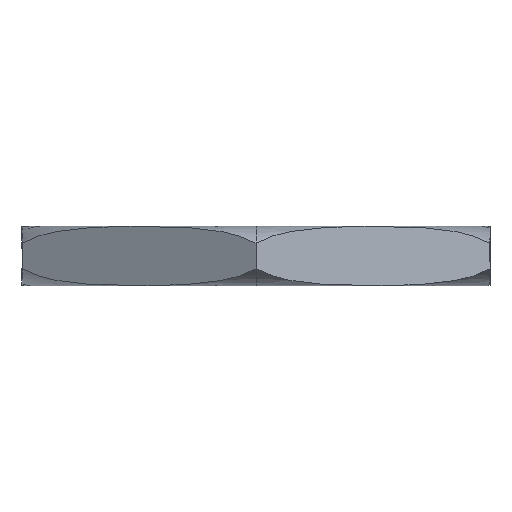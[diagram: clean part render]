
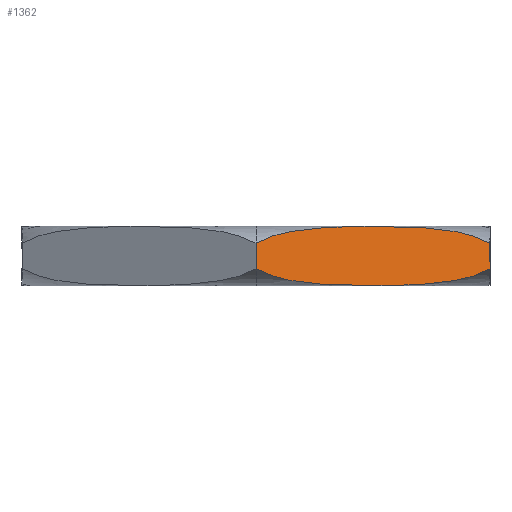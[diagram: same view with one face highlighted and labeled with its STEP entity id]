
A CAD part, left-side view. The second image highlights one B-rep face of the part: STEP entity #1362.
In plain terms, the highlighted planar face has unit normal (-0.866, -0.5, 0).
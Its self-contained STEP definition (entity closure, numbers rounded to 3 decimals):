
#118 = CARTESIAN_POINT ( 'NONE',  ( -12.702, 0., 2. ) ) ;
#165 = EDGE_CURVE ( 'NONE', #701, #268, #1878, .T. ) ;
#268 = VERTEX_POINT ( 'NONE', #414 ) ;
#384 = VERTEX_POINT ( 'NONE', #999 ) ;
#405 = ORIENTED_EDGE ( 'NONE', *, *, #2116, .T. ) ;
#414 = CARTESIAN_POINT ( 'NONE',  ( -12.702, 0., 0.8 ) ) ;
#415 = CARTESIAN_POINT ( 'NONE',  ( -12.702, 0., 2.8 ) ) ;
#476 = PLANE ( 'NONE',  #2042 ) ;
#525 = DIRECTION ( 'NONE',  ( 0., 0., -1. ) ) ;
#539 = CARTESIAN_POINT ( 'NONE',  ( -6.351, -11., 2.8 ) ) ;
#593 = ORIENTED_EDGE ( 'NONE', *, *, #165, .T. ) ;
#658 = B_SPLINE_CURVE_WITH_KNOTS ( 'NONE', 3,
 ( #2090, #2099, #2070, #2067, #2060, #2058, #2055, #2048, #2045, #2041, #2039, #2028, #2017, #2003, #1973, #1968, #1955, #1948 ),
 .UNSPECIFIED., .F., .F.,
 ( 4, 2, 2, 2, 2, 2, 2, 2, 4 ),
 ( 0., 0.002, 0.003, 0.005, 0.006, 0.008, 0.01, 0.011, 0.013 ),
 .UNSPECIFIED. ) ;
#696 = EDGE_LOOP ( 'NONE', ( #593, #2121, #1182, #405 ) ) ;
#701 = VERTEX_POINT ( 'NONE', #118 ) ;
#803 = B_SPLINE_CURVE_WITH_KNOTS ( 'NONE', 3,
 ( #1085, #1092, #1065, #1060, #1048, #1044, #1040, #1036, #1032, #1029, #1024, #1022, #1019, #1018, #1004, #1003, #998, #991 ),
 .UNSPECIFIED., .F., .F.,
 ( 4, 2, 2, 2, 2, 2, 2, 2, 4 ),
 ( 0., 0.002, 0.003, 0.005, 0.006, 0.008, 0.01, 0.011, 0.013 ),
 .UNSPECIFIED. ) ;
#855 = DIRECTION ( 'NONE',  ( -0.5, 0.866, 0. ) ) ;
#963 = DIRECTION ( 'NONE',  ( 0.866, 0.5, 0. ) ) ;
#991 = CARTESIAN_POINT ( 'NONE',  ( -6.351, -11., 0.8 ) ) ;
#998 = CARTESIAN_POINT ( 'NONE',  ( -6.596, -10.575, 0.567 ) ) ;
#999 = CARTESIAN_POINT ( 'NONE',  ( -6.351, -11., 0.8 ) ) ;
#1003 = CARTESIAN_POINT ( 'NONE',  ( -6.858, -10.121, 0.416 ) ) ;
#1004 = CARTESIAN_POINT ( 'NONE',  ( -7.384, -9.21, 0.204 ) ) ;
#1018 = CARTESIAN_POINT ( 'NONE',  ( -7.65, -8.75, 0.142 ) ) ;
#1019 = CARTESIAN_POINT ( 'NONE',  ( -8.184, -7.825, 0.061 ) ) ;
#1022 = CARTESIAN_POINT ( 'NONE',  ( -8.452, -7.36, 0.041 ) ) ;
#1024 = CARTESIAN_POINT ( 'NONE',  ( -8.989, -6.43, 0.019 ) ) ;
#1029 = CARTESIAN_POINT ( 'NONE',  ( -9.258, -5.965, 0.015 ) ) ;
#1032 = CARTESIAN_POINT ( 'NONE',  ( -9.794, -5.036, 0.015 ) ) ;
#1036 = CARTESIAN_POINT ( 'NONE',  ( -10.063, -4.571, 0.019 ) ) ;
#1040 = CARTESIAN_POINT ( 'NONE',  ( -10.599, -3.642, 0.041 ) ) ;
#1044 = CARTESIAN_POINT ( 'NONE',  ( -10.867, -3.178, 0.06 ) ) ;
#1048 = CARTESIAN_POINT ( 'NONE',  ( -11.403, -2.25, 0.142 ) ) ;
#1060 = CARTESIAN_POINT ( 'NONE',  ( -11.672, -1.784, 0.205 ) ) ;
#1065 = CARTESIAN_POINT ( 'NONE',  ( -12.199, -0.871, 0.418 ) ) ;
#1085 = CARTESIAN_POINT ( 'NONE',  ( -12.702, 0., 0.8 ) ) ;
#1092 = CARTESIAN_POINT ( 'NONE',  ( -12.456, -0.425, 0.566 ) ) ;
#1097 = CARTESIAN_POINT ( 'NONE',  ( -12.702, 0., 2.8 ) ) ;
#1182 = ORIENTED_EDGE ( 'NONE', *, *, #1369, .F. ) ;
#1297 = EDGE_CURVE ( 'NONE', #268, #384, #803, .T. ) ;
#1362 = ADVANCED_FACE ( 'NONE', ( #1517 ), #476, .F. ) ;
#1369 = EDGE_CURVE ( 'NONE', #2036, #384, #1470, .T. ) ;
#1422 = CARTESIAN_POINT ( 'NONE',  ( -6.351, -11., 2. ) ) ;
#1467 = VECTOR ( 'NONE', #1866, 1000. ) ;
#1470 = LINE ( 'NONE', #539, #1467 ) ;
#1517 = FACE_OUTER_BOUND ( 'NONE', #696, .T. ) ;
#1856 = VECTOR ( 'NONE', #525, 1000. ) ;
#1866 = DIRECTION ( 'NONE',  ( 0., 0., -1. ) ) ;
#1878 = LINE ( 'NONE', #1097, #1856 ) ;
#1948 = CARTESIAN_POINT ( 'NONE',  ( -12.702, 0., 2. ) ) ;
#1955 = CARTESIAN_POINT ( 'NONE',  ( -12.457, -0.425, 2.233 ) ) ;
#1968 = CARTESIAN_POINT ( 'NONE',  ( -12.194, -0.879, 2.384 ) ) ;
#1973 = CARTESIAN_POINT ( 'NONE',  ( -11.668, -1.79, 2.596 ) ) ;
#2003 = CARTESIAN_POINT ( 'NONE',  ( -11.403, -2.25, 2.658 ) ) ;
#2017 = CARTESIAN_POINT ( 'NONE',  ( -10.869, -3.175, 2.739 ) ) ;
#2028 = CARTESIAN_POINT ( 'NONE',  ( -10.6, -3.64, 2.759 ) ) ;
#2036 = VERTEX_POINT ( 'NONE', #1422 ) ;
#2039 = CARTESIAN_POINT ( 'NONE',  ( -10.063, -4.57, 2.781 ) ) ;
#2041 = CARTESIAN_POINT ( 'NONE',  ( -9.795, -5.035, 2.785 ) ) ;
#2042 = AXIS2_PLACEMENT_3D ( 'NONE', #415, #963, #855 ) ;
#2045 = CARTESIAN_POINT ( 'NONE',  ( -9.258, -5.964, 2.785 ) ) ;
#2048 = CARTESIAN_POINT ( 'NONE',  ( -8.99, -6.429, 2.781 ) ) ;
#2055 = CARTESIAN_POINT ( 'NONE',  ( -8.454, -7.358, 2.759 ) ) ;
#2058 = CARTESIAN_POINT ( 'NONE',  ( -8.185, -7.822, 2.74 ) ) ;
#2060 = CARTESIAN_POINT ( 'NONE',  ( -7.65, -8.75, 2.658 ) ) ;
#2067 = CARTESIAN_POINT ( 'NONE',  ( -7.381, -9.216, 2.595 ) ) ;
#2070 = CARTESIAN_POINT ( 'NONE',  ( -6.854, -10.129, 2.382 ) ) ;
#2090 = CARTESIAN_POINT ( 'NONE',  ( -6.351, -11., 2. ) ) ;
#2099 = CARTESIAN_POINT ( 'NONE',  ( -6.596, -10.575, 2.234 ) ) ;
#2116 = EDGE_CURVE ( 'NONE', #2036, #701, #658, .T. ) ;
#2121 = ORIENTED_EDGE ( 'NONE', *, *, #1297, .T. ) ;
